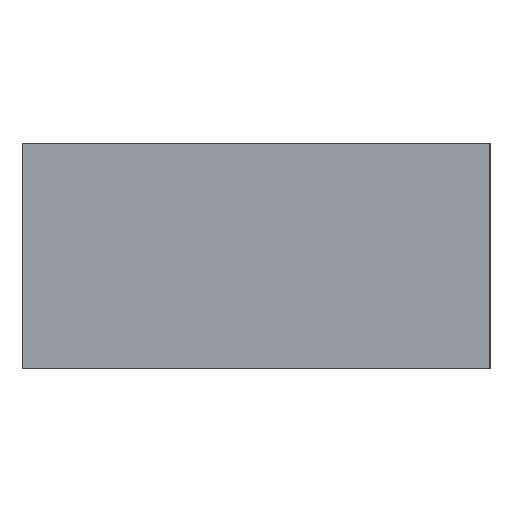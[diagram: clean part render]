
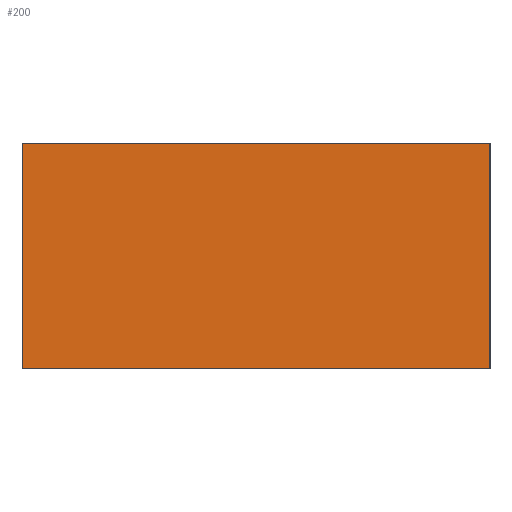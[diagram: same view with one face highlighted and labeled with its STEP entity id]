
A CAD part, left-side view. The second image highlights one B-rep face of the part: STEP entity #200.
In plain terms, the highlighted planar face has unit normal (-1, 0, 0).
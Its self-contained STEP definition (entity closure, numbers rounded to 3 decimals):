
#70=CARTESIAN_POINT('',(-1.725,0.925,0.0));
#71=VERTEX_POINT('',#70);
#72=CARTESIAN_POINT('',(-1.725,-0.925,0.0));
#73=VERTEX_POINT('',#72);
#74=CARTESIAN_POINT('',(-1.725,0.925,0.0));
#75=DIRECTION('',(0.0,-1.0,0.0));
#76=VECTOR('',#75,1.85);
#77=LINE('',#74,#76);
#78=EDGE_CURVE('',#71,#73,#77,.T.);
#141=CARTESIAN_POINT('',(-1.725,0.925,0.89));
#142=VERTEX_POINT('',#141);
#143=CARTESIAN_POINT('',(-1.725,0.925,0.0));
#144=DIRECTION('',(0.0,0.0,1.0));
#145=VECTOR('',#144,0.89);
#146=LINE('',#143,#145);
#147=EDGE_CURVE('',#71,#142,#146,.T.);
#166=CARTESIAN_POINT('',(-1.725,-0.925,0.89));
#167=VERTEX_POINT('',#166);
#174=CARTESIAN_POINT('',(-1.725,-0.925,0.0));
#175=DIRECTION('',(0.0,0.0,1.0));
#176=VECTOR('',#175,0.89);
#177=LINE('',#174,#176);
#178=EDGE_CURVE('',#73,#167,#177,.T.);
#184=CARTESIAN_POINT('',(-1.725,-0.875,0.09));
#185=DIRECTION('',(-1.0,0.0,0.0));
#186=DIRECTION('',(0.0,0.0,1.0));
#187=AXIS2_PLACEMENT_3D('',#184,#185,#186);
#188=PLANE('',#187);
#189=ORIENTED_EDGE('',*,*,#178,.T.);
#190=CARTESIAN_POINT('',(-1.725,-0.925,0.89));
#191=DIRECTION('',(0.0,1.0,0.0));
#192=VECTOR('',#191,1.85);
#193=LINE('',#190,#192);
#194=EDGE_CURVE('',#167,#142,#193,.T.);
#195=ORIENTED_EDGE('',*,*,#194,.T.);
#196=ORIENTED_EDGE('',*,*,#147,.F.);
#197=ORIENTED_EDGE('',*,*,#78,.T.);
#198=EDGE_LOOP('',(#189,#195,#196,#197));
#199=FACE_OUTER_BOUND('',#198,.T.);
#200=ADVANCED_FACE('',(#199),#188,.T.);
